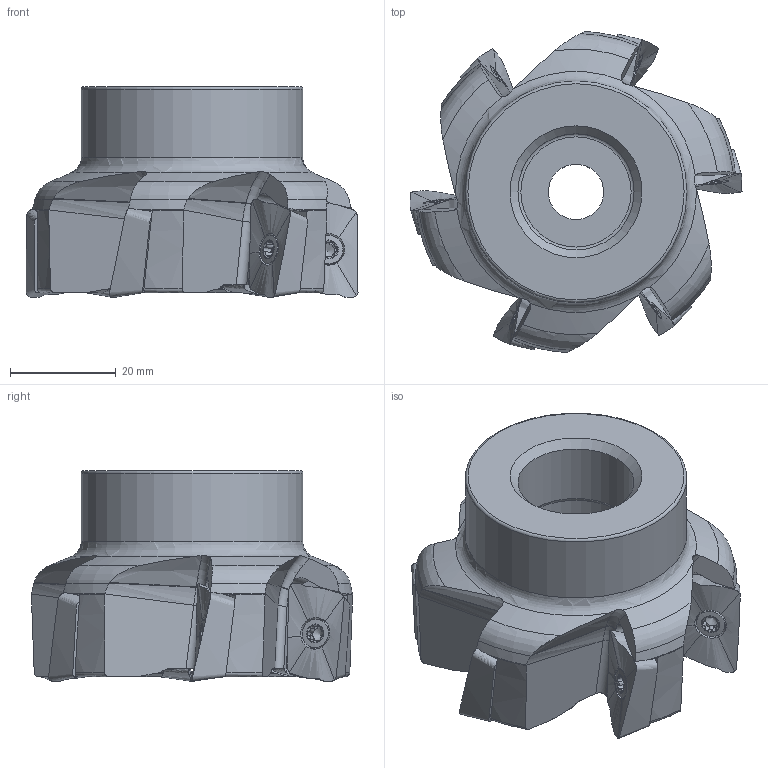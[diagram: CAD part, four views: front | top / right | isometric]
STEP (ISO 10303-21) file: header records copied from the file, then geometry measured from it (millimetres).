
FILE_DESCRIPTION(/* description */ (''),/* implementation_level */ '2;1');
FILE_NAME(/* name */ 'toolassembly_1.stp',/* time_stamp */ '2019-11-12T11:39:38+01:00',/* author */ (''),/* organization */ ('SMS'),/* preprocessor_version */ 'ST-DEVELOPER v16.7',/* originating_system */ 'SIEMENS PLM Software NX 12.0',/* authorisation */ '');
FILE_SCHEMA (('AUTOMOTIVE_DESIGN { 1 0 10303 214 3 1 1 1 }'));
Length unit declared in the file: millimetre
Products named in the file (4): CUT_20191112113857; ASSEMBLY_CONSTRUCTION; NOCUT_20191112113832; TOOLASSEMBLY_1
Assembly tree (8 placements, depth 2):
  TOOLASSEMBLY_1
    NOCUT_20191112113832
    ASSEMBLY_CONSTRUCTION
    CUT_20191112113857  x6
Bounding box: 62.94 x 60.91 x 39.99 mm (x, y, z)
Volume: 56063.8 mm3; surface area: 18042.6 mm2
Topology: 7 solids, 7 shells, 545 faces, 1444 edges, 935 vertices
Faces by surface type: plane 195, cone 111, torus 78, extrusion 72, cylinder 47, bspline 42
Full cylindrical faces by diameter (mm): 3.5 x6, 4 x6, 4.15 x6, 5.45 x6, 10.5 x1, 17.1 x1, 22.011 x1, 22.5 x1, 42 x1
Entity records: 21126 total; most frequent: CARTESIAN_POINT 9392, ORIENTED_EDGE 2436, DIRECTION 2284, EDGE_CURVE 1218, AXIS2_PLACEMENT_3D 926, VERTEX_POINT 811, EDGE_LOOP 567, ADVANCED_FACE 490
